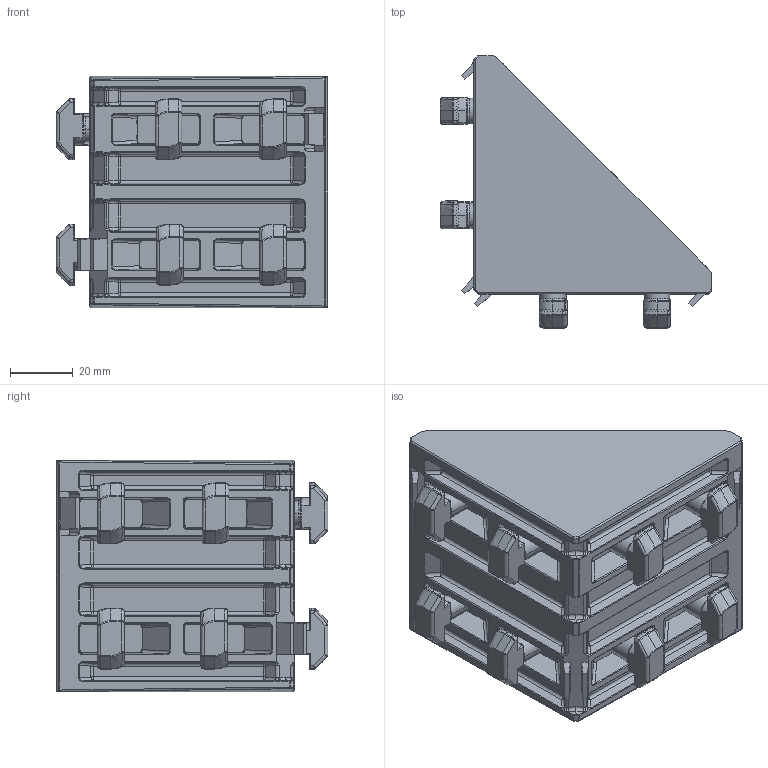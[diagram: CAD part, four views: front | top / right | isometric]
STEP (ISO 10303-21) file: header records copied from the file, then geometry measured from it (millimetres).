
FILE_DESCRIPTION (( 'STEP AP214' ), '1' );
FILE_NAME ('093w806n10s01.STEP', '2014-09-10T07:36:08', ( '' ), ( '' ), 'SwSTEP 2.0', 'SolidWorks 2014', '' );
FILE_SCHEMA (( 'AUTOMOTIVE_DESIGN' ));
Length unit declared in the file: millimetre
Products named in the file (1): 093w806n10s01
Bounding box: 86.8 x 86.8 x 74 mm (x, y, z)
Volume: 111899.6 mm3; surface area: 58523.9 mm2
Topology: 19 solids, 19 shells, 2174 faces, 5552 edges, 3345 vertices
Faces by surface type: cylinder 789, plane 701, bspline 415, cone 123, torus 80, sphere 66
Entity records: 84187 total; most frequent: CARTESIAN_POINT 37555, ORIENTED_EDGE 10916, DIRECTION 8094, EDGE_CURVE 5458, VERTEX_POINT 3345, AXIS2_PLACEMENT_3D 2962, EDGE_LOOP 2231, FACE_OUTER_BOUND 2174
